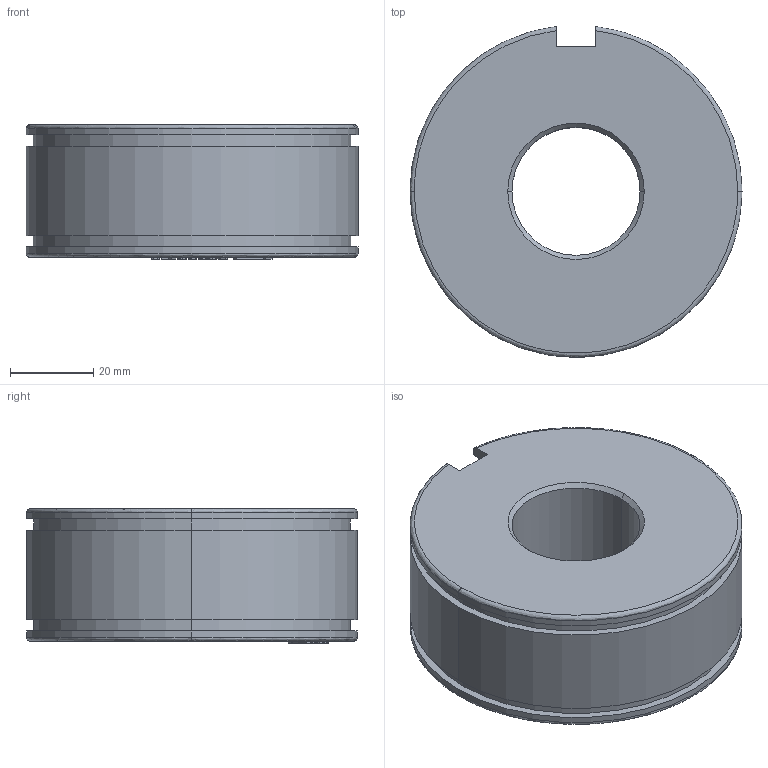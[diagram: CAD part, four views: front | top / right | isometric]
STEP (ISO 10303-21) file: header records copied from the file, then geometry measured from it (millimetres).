
FILE_DESCRIPTION (( 'STEP AP214' ), '1' );
FILE_NAME ('SMR5-BSK.step', '2016-11-22T21:15:00', ( '' ), ( '' ), 'SwSTEP 2.0', 'SolidWorks 2016', '' );
FILE_SCHEMA (( 'AUTOMOTIVE_DESIGN' ));
Length unit declared in the file: inch
Products named in the file (1): SMR5-BSK
Bounding box: 80 x 79.72 x 32.5 mm (x, y, z)
Volume: 132963.1 mm3; surface area: 21231.7 mm2
Topology: 1 solids, 1 shells, 160 faces, 433 edges, 286 vertices
Faces by surface type: plane 79, bspline 58, cylinder 19, cone 4
Entity records: 7852 total; most frequent: CARTESIAN_POINT 4140, ORIENTED_EDGE 866, DIRECTION 571, EDGE_CURVE 433, VERTEX_POINT 286, LINE 273, VECTOR 273, EDGE_LOOP 173
